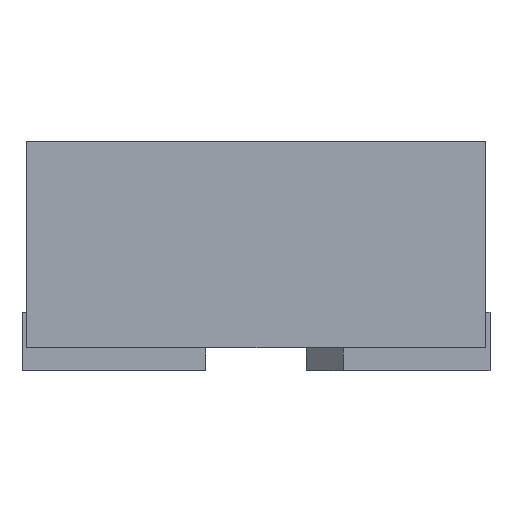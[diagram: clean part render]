
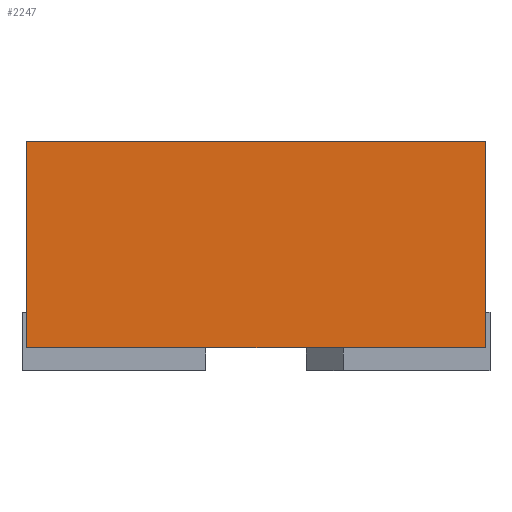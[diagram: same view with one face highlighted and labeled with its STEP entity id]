
A CAD part, front view. The second image highlights one B-rep face of the part: STEP entity #2247.
In plain terms, the highlighted planar face has unit normal (0, -1, 0).
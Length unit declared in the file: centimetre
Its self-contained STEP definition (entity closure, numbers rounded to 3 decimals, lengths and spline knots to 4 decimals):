
#550=CARTESIAN_POINT('',(-0.05,-0.125,0.005));
#551=VERTEX_POINT('',#550);
#558=CARTESIAN_POINT('',(-0.05,-0.125,0.05));
#559=VERTEX_POINT('',#558);
#560=CARTESIAN_POINT('',(-0.05,-0.125,-12345.));
#561=DIRECTION('',(0.,0.,1.));
#562=VECTOR('',#561,24690.);
#563=LINE('',#560,#562);
#564=EDGE_CURVE('',#551,#559,#563,.T.);
#752=CARTESIAN_POINT('',(0.05,-0.125,0.05));
#753=VERTEX_POINT('',#752);
#760=CARTESIAN_POINT('',(0.05,-0.125,0.005));
#761=VERTEX_POINT('',#760);
#762=CARTESIAN_POINT('',(0.05,-0.125,-12345.));
#763=DIRECTION('',(0.,0.,1.));
#764=VECTOR('',#763,24690.);
#765=LINE('',#762,#764);
#766=EDGE_CURVE('',#761,#753,#765,.T.);
#2184=CARTESIAN_POINT('',(-12345.,-0.125,0.005));
#2185=DIRECTION('',(1.,0.,-0.));
#2186=VECTOR('',#2185,24690.);
#2187=LINE('',#2184,#2186);
#2188=EDGE_CURVE('',#551,#761,#2187,.T.);
#2231=CARTESIAN_POINT('',(0.,-0.125,0.));
#2232=DIRECTION('',(0.,-1.,0.));
#2233=DIRECTION('',(1.,0.,0.));
#2234=AXIS2_PLACEMENT_3D('',#2231,#2232,#2233);
#2235=PLANE('',#2234);
#2236=ORIENTED_EDGE('',*,*,#2188,.T.);
#2237=ORIENTED_EDGE('',*,*,#766,.T.);
#2238=CARTESIAN_POINT('',(12344.95,-0.125,0.05));
#2239=DIRECTION('',(-1.,-0.,0.));
#2240=VECTOR('',#2239,24690.);
#2241=LINE('',#2238,#2240);
#2242=EDGE_CURVE('',#753,#559,#2241,.T.);
#2243=ORIENTED_EDGE('',*,*,#2242,.T.);
#2244=ORIENTED_EDGE('',*,*,#564,.F.);
#2245=EDGE_LOOP('',(#2236,#2237,#2243,#2244));
#2246=FACE_BOUND('',#2245,.T.);
#2247=ADVANCED_FACE('',(#2246),#2235,.T.);
